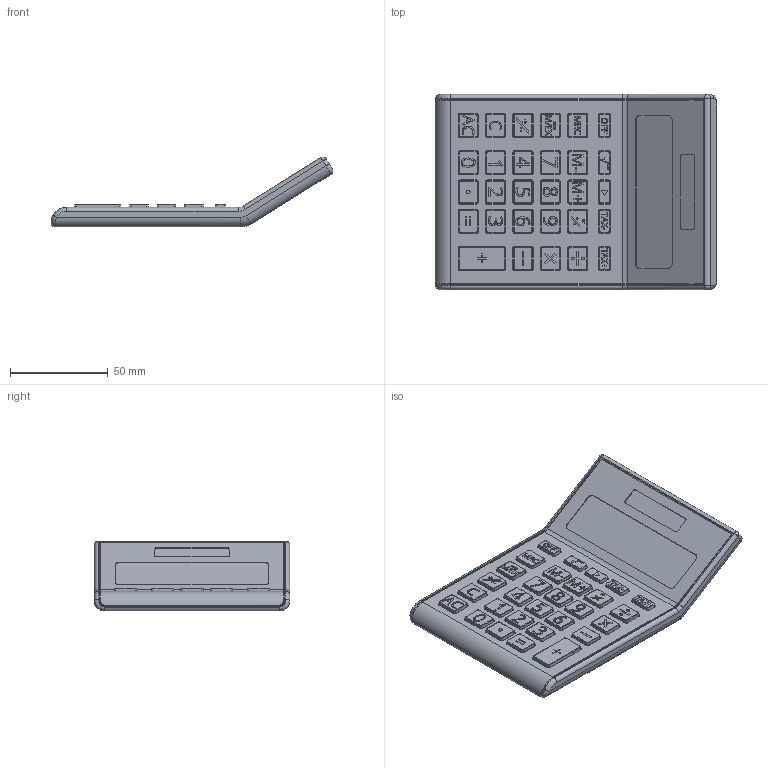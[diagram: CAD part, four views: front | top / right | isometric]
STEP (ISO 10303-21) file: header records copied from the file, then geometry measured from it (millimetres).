
FILE_DESCRIPTION(/* description */ ('STEP AP242','CAx-IF Rec.Pracs.---Representation and Presentation of Product Manufacturing Information (PMI)---4.0---2014-10-13','CAx-IF Rec.Pracs.---3D Tessellated Geometry---0.4---2014-09-14','2;1'),/* implementation_level */ '2;1');
FILE_NAME(/* name */ '6660a0d4c5b1ad0ea743c0a9',/* time_stamp */ '2024-06-05T17:31:02Z',/* author */ (''),/* organization */ (''),/* preprocessor_version */ 'ST-DEVELOPER v20',/* originating_system */ ' ',/* authorisation */ ' ');
FILE_SCHEMA (('AP242_MANAGED_MODEL_BASED_3D_ENGINEERING_MIM_LF { 1 0 10303 442 1 1 4 }'));
Products named in the file (1): Part 1
Bounding box: 144.24 x 100 x 35.73 mm (x, y, z)
Volume: 150003.3 mm3; surface area: 36464.9 mm2
Topology: 1 solids, 1 shells, 1832 faces, 4608 edges, 2908 vertices
Faces by surface type: plane 815, cylinder 383, bspline 276, torus 240, cone 116, sphere 2
Full cylindrical faces by diameter (mm): 1 x2, 1.5 x2, 2 x1
Entity records: 68483 total; most frequent: CARTESIAN_POINT 12789, ORIENTED_EDGE 9202, DIRECTION 8397, EDGE_CURVE 4601, VERTEX_POINT 2908, LINE 2799, VECTOR 2799, AXIS2_PLACEMENT_3D 2799
